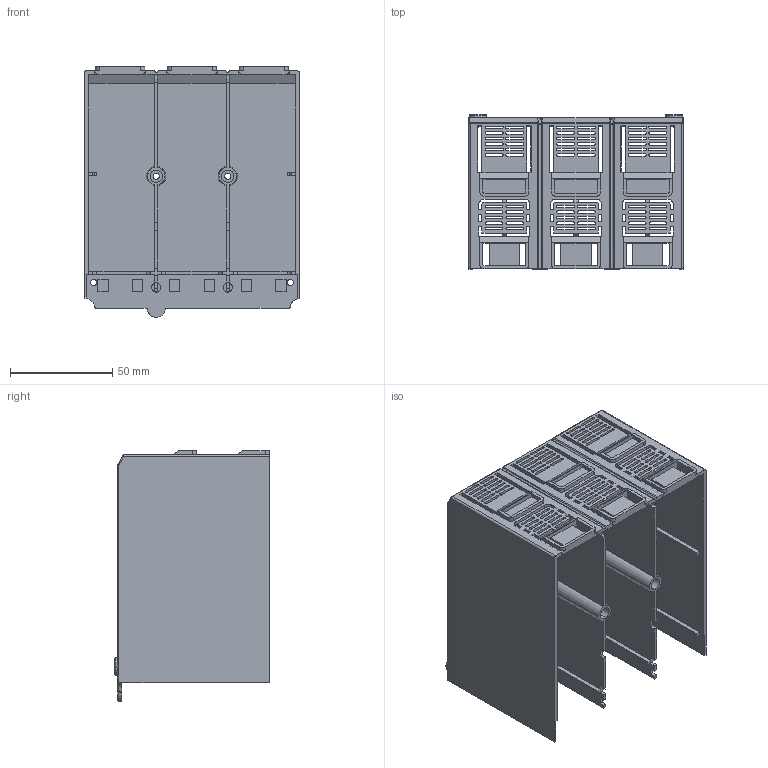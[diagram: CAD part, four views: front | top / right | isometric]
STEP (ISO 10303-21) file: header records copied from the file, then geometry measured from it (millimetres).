
FILE_DESCRIPTION((''),'2;1');
FILE_NAME('8-304-110-C3-250','2021-01-13T08:15:17',('zhxmin'),(''),'CREO PARAMETRIC BY PTC INC, 2018020','CREO PARAMETRIC BY PTC INC, 2018020','');
FILE_SCHEMA(('CONFIG_CONTROL_DESIGN','SHAPE_APPEARANCE_LAYERS_GROUPS'));
Length unit declared in the file: millimetre
Products named in the file (1): 8-304-110-C3-250
Bounding box: 105 x 75.5 x 122.5 mm (x, y, z)
Volume: 93336 mm3; surface area: 112353 mm2
Topology: 1 solids, 1 shells, 780 faces, 2264 edges, 1460 vertices
Faces by surface type: plane 480, cylinder 251, sphere 18, bspline 16, torus 11, cone 4
Entity records: 34446 total; most frequent: CARTESIAN_POINT 5797, ORIENTED_EDGE 4528, DIRECTION 4281, PRESENTATION_STYLE_ASSIGNMENT 2301, STYLED_ITEM 2265, CURVE_STYLE 2264, EDGE_CURVE 2264, VECTOR 1667
